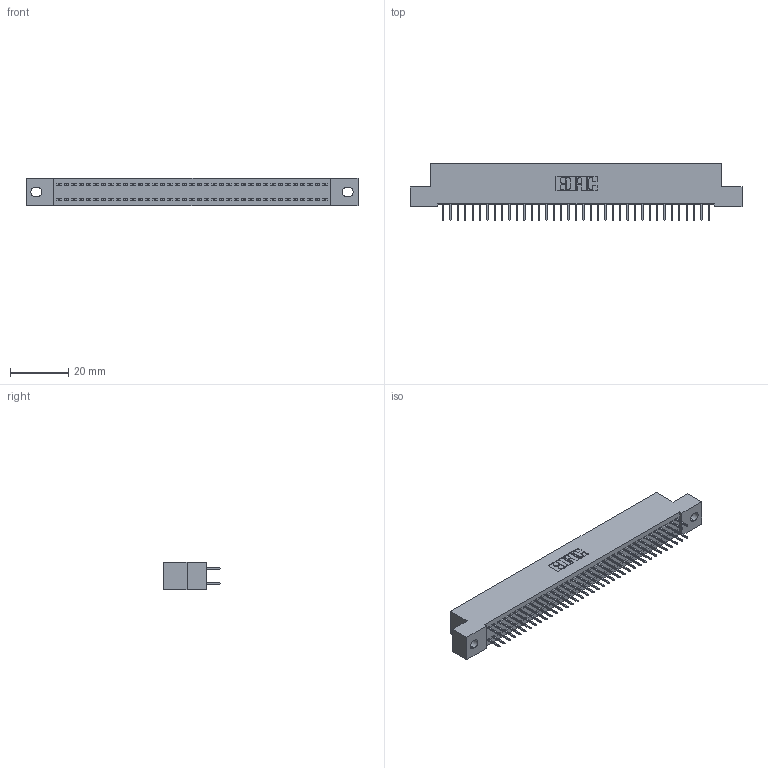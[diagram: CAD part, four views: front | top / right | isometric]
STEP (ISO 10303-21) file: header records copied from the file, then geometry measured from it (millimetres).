
FILE_DESCRIPTION (( 'STEP AP203' ), '1' );
FILE_NAME ('392-074-524-202.STEP', '2018-08-18T00:40:36', ( '' ), ( '' ), 'SwSTEP 2.0', 'SolidWorks 2016', '' );
FILE_SCHEMA (( 'CONFIG_CONTROL_DESIGN' ));
Length unit declared in the file: inch
Products named in the file (3): 342 Part_.128 Slot; 345-292-001_345-293-124; 392-074-524-202
Assembly tree (75 placements, depth 2):
  392-074-524-202
    342 Part_.128 Slot
    345-292-001_345-293-124  x74
Bounding box: 114.3 x 19.69 x 9.4 mm (x, y, z)
Volume: 10082 mm3; surface area: 15756 mm2
Topology: 75 solids, 75 shells, 4258 faces, 12077 edges, 7754 vertices
Faces by surface type: plane 3178, cylinder 1080
Entity records: 24527 total; most frequent: CARTESIAN_POINT 4070, ORIENTED_EDGE 4006, DIRECTION 3487, EDGE_CURVE 2003, LINE 1879, VECTOR 1879, VERTEX_POINT 1330, AXIS2_PLACEMENT_3D 804
